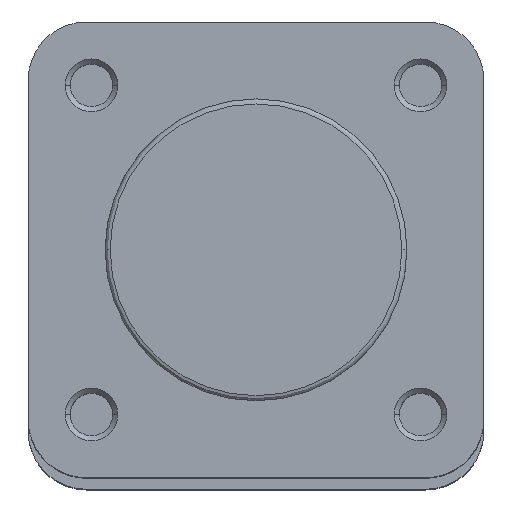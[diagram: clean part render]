
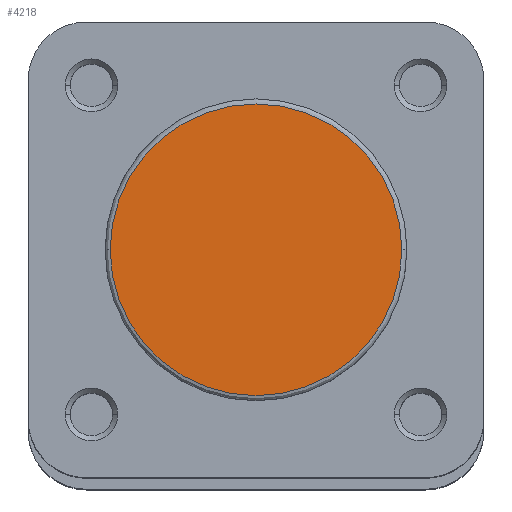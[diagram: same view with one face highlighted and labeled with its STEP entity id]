
A CAD part, top view. The second image highlights one B-rep face of the part: STEP entity #4218.
In plain terms, the highlighted planar face has unit normal (0, 0, 1).
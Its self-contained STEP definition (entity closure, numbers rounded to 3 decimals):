
#595 = CARTESIAN_POINT ( 'NONE',  ( 0., 14.9, 0. ) ) ;
#596 = PLANE ( 'NONE',  #1262 ) ;
#598 = DIRECTION ( 'NONE',  ( 0., 0., -1. ) ) ;
#599 = DIRECTION ( 'NONE',  ( -1., 0., 0. ) ) ;
#1262 = AXIS2_PLACEMENT_3D ( 'NONE', #595, #598, #599 ) ;
#1445 = AXIS2_PLACEMENT_3D ( 'NONE', #2240, #2241, #2242 ) ;
#1467 = AXIS2_PLACEMENT_3D ( 'NONE', #2353, #2356, #2357 ) ;
#1866 = CIRCLE ( 'NONE', #1445, 14.4 ) ;
#1936 = CIRCLE ( 'NONE', #1467, 14.4 ) ;
#2240 = CARTESIAN_POINT ( 'NONE',  ( 0., 0., 0. ) ) ;
#2241 = DIRECTION ( 'NONE',  ( 0., 0., 1. ) ) ;
#2242 = DIRECTION ( 'NONE',  ( -1., 0., 0. ) ) ;
#2353 = CARTESIAN_POINT ( 'NONE',  ( 0., 0., 0. ) ) ;
#2356 = DIRECTION ( 'NONE',  ( 0., 0., 1. ) ) ;
#2357 = DIRECTION ( 'NONE',  ( -1., 0., 0. ) ) ;
#2654 = CARTESIAN_POINT ( 'NONE',  ( -14.4, 0., 0. ) ) ;
#2679 = CARTESIAN_POINT ( 'NONE',  ( 14.4, 0., 0. ) ) ;
#3066 = EDGE_LOOP ( 'NONE', ( #3239, #3238 ) ) ;
#3238 = ORIENTED_EDGE ( 'NONE', *, *, #4602, .T. ) ;
#3239 = ORIENTED_EDGE ( 'NONE', *, *, #4648, .T. ) ;
#4218 = ADVANCED_FACE ( 'NONE', ( #4304 ), #596, .F. ) ;
#4304 = FACE_OUTER_BOUND ( 'NONE', #3066, .T. ) ;
#4602 = EDGE_CURVE ( 'NONE', #4826, #4801, #1866, .T. ) ;
#4648 = EDGE_CURVE ( 'NONE', #4801, #4826, #1936, .T. ) ;
#4801 = VERTEX_POINT ( 'NONE', #2654 ) ;
#4826 = VERTEX_POINT ( 'NONE', #2679 ) ;
